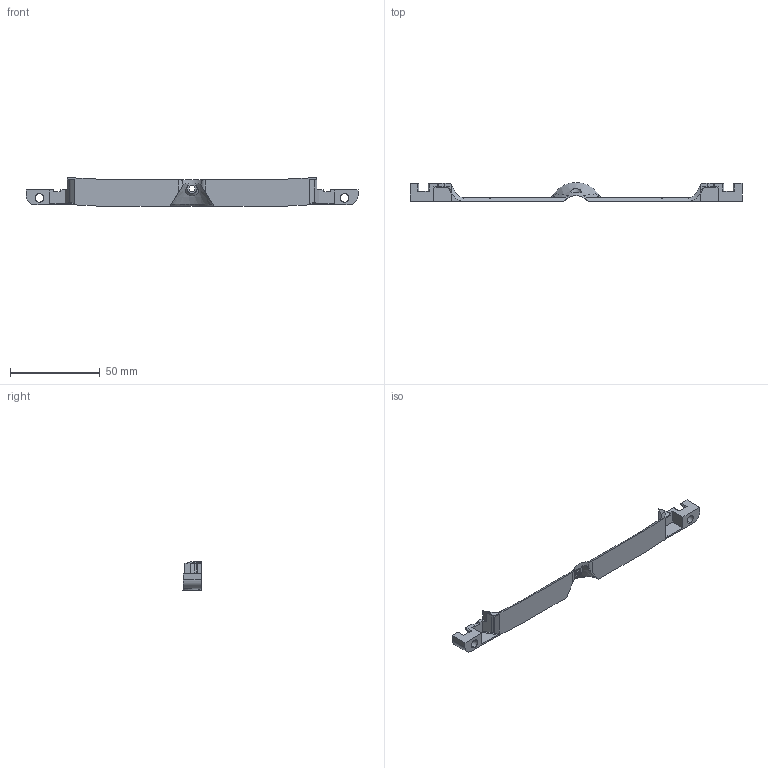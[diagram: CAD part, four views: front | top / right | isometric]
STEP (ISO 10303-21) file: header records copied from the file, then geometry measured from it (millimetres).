
FILE_DESCRIPTION (( 'STEP AP203' ), '1' );
FILE_NAME ('P17_Bogie_Cable_Cover_Side.step', '2020-03-06T13:28:18', ( '' ), ( '' ), 'SwSTEP 2.0', 'SolidWorks 2018', '' );
FILE_SCHEMA (( 'CONFIG_CONTROL_DESIGN' ));
Length unit declared in the file: millimetre
Products named in the file (1): P17_Bogie_Cable_Cover_Side
Bounding box: 185 x 10.45 x 16.13 mm (x, y, z)
Volume: 5552.8 mm3; surface area: 7242.3 mm2
Topology: 1 solids, 1 shells, 274 faces, 769 edges, 504 vertices
Faces by surface type: bspline 122, plane 100, cylinder 38, cone 14
Entity records: 10327 total; most frequent: CARTESIAN_POINT 4099, ORIENTED_EDGE 1538, DIRECTION 846, EDGE_CURVE 769, VERTEX_POINT 504, LINE 384, VECTOR 384, B_SPLINE_CURVE_WITH_KNOTS 293
